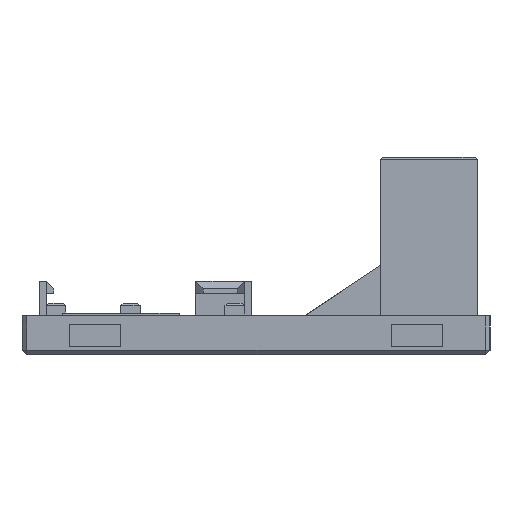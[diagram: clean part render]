
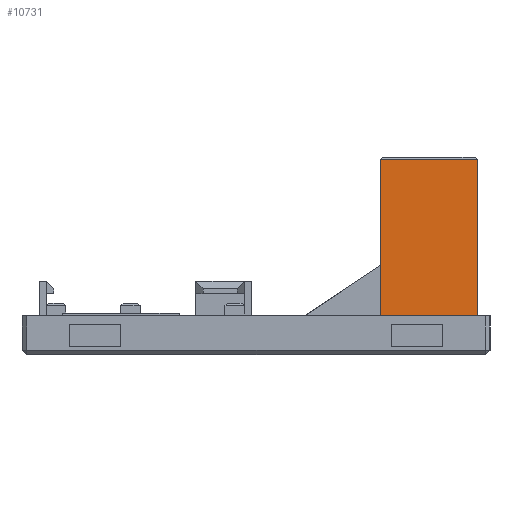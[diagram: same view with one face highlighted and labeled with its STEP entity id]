
A CAD part, left-side view. The second image highlights one B-rep face of the part: STEP entity #10731.
In plain terms, the highlighted planar face has unit normal (-1, 0, 0).
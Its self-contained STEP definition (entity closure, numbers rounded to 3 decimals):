
#3980 = PLANE('',#3981);
#3981 = AXIS2_PLACEMENT_3D('',#3982,#3983,#3984);
#3982 = CARTESIAN_POINT('',(0.,0.,2.));
#3983 = DIRECTION('',(0.,0.,-1.));
#3984 = DIRECTION('',(1.,0.,0.));
#7160 = VERTEX_POINT('',#7161);
#7161 = CARTESIAN_POINT('',(1.,-36.72,2.));
#7187 = EDGE_CURVE('',#7160,#7188,#7190,.T.);
#7188 = VERTEX_POINT('',#7189);
#7189 = CARTESIAN_POINT('',(1.,-46.72,2.));
#7190 = SURFACE_CURVE('',#7191,(#7195,#7202),.PCURVE_S1.);
#7191 = LINE('',#7192,#7193);
#7192 = CARTESIAN_POINT('',(1.,-1.,2.));
#7193 = VECTOR('',#7194,1.);
#7194 = DIRECTION('',(0.,-1.,0.));
#7195 = PCURVE('',#3980,#7196);
#7196 = DEFINITIONAL_REPRESENTATION('',(#7197),#7201);
#7197 = LINE('',#7198,#7199);
#7198 = CARTESIAN_POINT('',(1.,1.));
#7199 = VECTOR('',#7200,1.);
#7200 = DIRECTION('',(0.,1.));
#7201 = ( GEOMETRIC_REPRESENTATION_CONTEXT(2) 
PARAMETRIC_REPRESENTATION_CONTEXT() REPRESENTATION_CONTEXT('2D SPACE',''
  ) );
#7202 = PCURVE('',#7203,#7208);
#7203 = PLANE('',#7204);
#7204 = AXIS2_PLACEMENT_3D('',#7205,#7206,#7207);
#7205 = CARTESIAN_POINT('',(1.,-38.1,0.));
#7206 = DIRECTION('',(1.,0.,0.));
#7207 = DIRECTION('',(0.,0.,-1.));
#7208 = DEFINITIONAL_REPRESENTATION('',(#7209),#7213);
#7209 = LINE('',#7210,#7211);
#7210 = CARTESIAN_POINT('',(-2.,37.1));
#7211 = VECTOR('',#7212,1.);
#7212 = DIRECTION('',(-0.,-1.));
#7213 = ( GEOMETRIC_REPRESENTATION_CONTEXT(2) 
PARAMETRIC_REPRESENTATION_CONTEXT() REPRESENTATION_CONTEXT('2D SPACE',''
  ) );
#8801 = PLANE('',#8802);
#8802 = AXIS2_PLACEMENT_3D('',#8803,#8804,#8805);
#8803 = CARTESIAN_POINT('',(1.,-46.72,0.));
#8804 = DIRECTION('',(0.,-1.,0.));
#8805 = DIRECTION('',(0.,0.,-1.));
#8969 = PLANE('',#8970);
#8970 = AXIS2_PLACEMENT_3D('',#8971,#8972,#8973);
#8971 = CARTESIAN_POINT('',(1.,-36.72,0.));
#8972 = DIRECTION('',(0.,-1.,0.));
#8973 = DIRECTION('',(0.,0.,-1.));
#10731 = ADVANCED_FACE('',(#10732),#7203,.F.);
#10732 = FACE_BOUND('',#10733,.T.);
#10733 = EDGE_LOOP('',(#10734,#10757,#10758,#10781));
#10734 = ORIENTED_EDGE('',*,*,#10735,.F.);
#10735 = EDGE_CURVE('',#7160,#10736,#10738,.T.);
#10736 = VERTEX_POINT('',#10737);
#10737 = CARTESIAN_POINT('',(1.,-36.72,18.05));
#10738 = SURFACE_CURVE('',#10739,(#10743,#10750),.PCURVE_S1.);
#10739 = LINE('',#10740,#10741);
#10740 = CARTESIAN_POINT('',(1.,-36.72,0.));
#10741 = VECTOR('',#10742,1.);
#10742 = DIRECTION('',(0.,0.,1.));
#10743 = PCURVE('',#7203,#10744);
#10744 = DEFINITIONAL_REPRESENTATION('',(#10745),#10749);
#10745 = LINE('',#10746,#10747);
#10746 = CARTESIAN_POINT('',(0.,1.38));
#10747 = VECTOR('',#10748,1.);
#10748 = DIRECTION('',(-1.,0.));
#10749 = ( GEOMETRIC_REPRESENTATION_CONTEXT(2) 
PARAMETRIC_REPRESENTATION_CONTEXT() REPRESENTATION_CONTEXT('2D SPACE',''
  ) );
#10750 = PCURVE('',#8969,#10751);
#10751 = DEFINITIONAL_REPRESENTATION('',(#10752),#10756);
#10752 = LINE('',#10753,#10754);
#10753 = CARTESIAN_POINT('',(-0.,0.));
#10754 = VECTOR('',#10755,1.);
#10755 = DIRECTION('',(-1.,0.));
#10756 = ( GEOMETRIC_REPRESENTATION_CONTEXT(2) 
PARAMETRIC_REPRESENTATION_CONTEXT() REPRESENTATION_CONTEXT('2D SPACE',''
  ) );
#10757 = ORIENTED_EDGE('',*,*,#7187,.T.);
#10758 = ORIENTED_EDGE('',*,*,#10759,.T.);
#10759 = EDGE_CURVE('',#7188,#10760,#10762,.T.);
#10760 = VERTEX_POINT('',#10761);
#10761 = CARTESIAN_POINT('',(1.,-46.72,18.05));
#10762 = SURFACE_CURVE('',#10763,(#10767,#10774),.PCURVE_S1.);
#10763 = LINE('',#10764,#10765);
#10764 = CARTESIAN_POINT('',(1.,-46.72,0.));
#10765 = VECTOR('',#10766,1.);
#10766 = DIRECTION('',(0.,0.,1.));
#10767 = PCURVE('',#7203,#10768);
#10768 = DEFINITIONAL_REPRESENTATION('',(#10769),#10773);
#10769 = LINE('',#10770,#10771);
#10770 = CARTESIAN_POINT('',(0.,-8.62));
#10771 = VECTOR('',#10772,1.);
#10772 = DIRECTION('',(-1.,0.));
#10773 = ( GEOMETRIC_REPRESENTATION_CONTEXT(2) 
PARAMETRIC_REPRESENTATION_CONTEXT() REPRESENTATION_CONTEXT('2D SPACE',''
  ) );
#10774 = PCURVE('',#8801,#10775);
#10775 = DEFINITIONAL_REPRESENTATION('',(#10776),#10780);
#10776 = LINE('',#10777,#10778);
#10777 = CARTESIAN_POINT('',(-0.,0.));
#10778 = VECTOR('',#10779,1.);
#10779 = DIRECTION('',(-1.,0.));
#10780 = ( GEOMETRIC_REPRESENTATION_CONTEXT(2) 
PARAMETRIC_REPRESENTATION_CONTEXT() REPRESENTATION_CONTEXT('2D SPACE',''
  ) );
#10781 = ORIENTED_EDGE('',*,*,#10782,.T.);
#10782 = EDGE_CURVE('',#10760,#10736,#10783,.T.);
#10783 = SURFACE_CURVE('',#10784,(#10788,#10795),.PCURVE_S1.);
#10784 = LINE('',#10785,#10786);
#10785 = CARTESIAN_POINT('',(1.,-46.72,18.05));
#10786 = VECTOR('',#10787,1.);
#10787 = DIRECTION('',(0.,1.,0.));
#10788 = PCURVE('',#7203,#10789);
#10789 = DEFINITIONAL_REPRESENTATION('',(#10790),#10794);
#10790 = LINE('',#10791,#10792);
#10791 = CARTESIAN_POINT('',(-18.05,-8.62));
#10792 = VECTOR('',#10793,1.);
#10793 = DIRECTION('',(-0.,1.));
#10794 = ( GEOMETRIC_REPRESENTATION_CONTEXT(2) 
PARAMETRIC_REPRESENTATION_CONTEXT() REPRESENTATION_CONTEXT('2D SPACE',''
  ) );
#10795 = PCURVE('',#10796,#10801);
#10796 = PLANE('',#10797);
#10797 = AXIS2_PLACEMENT_3D('',#10798,#10799,#10800);
#10798 = CARTESIAN_POINT('',(1.125,-38.1,18.175));
#10799 = DIRECTION('',(0.707,0.,
    -0.707));
#10800 = DIRECTION('',(-0.,1.,0.));
#10801 = DEFINITIONAL_REPRESENTATION('',(#10802),#10806);
#10802 = LINE('',#10803,#10804);
#10803 = CARTESIAN_POINT('',(-8.62,-0.177));
#10804 = VECTOR('',#10805,1.);
#10805 = DIRECTION('',(1.,-0.));
#10806 = ( GEOMETRIC_REPRESENTATION_CONTEXT(2) 
PARAMETRIC_REPRESENTATION_CONTEXT() REPRESENTATION_CONTEXT('2D SPACE',''
  ) );
